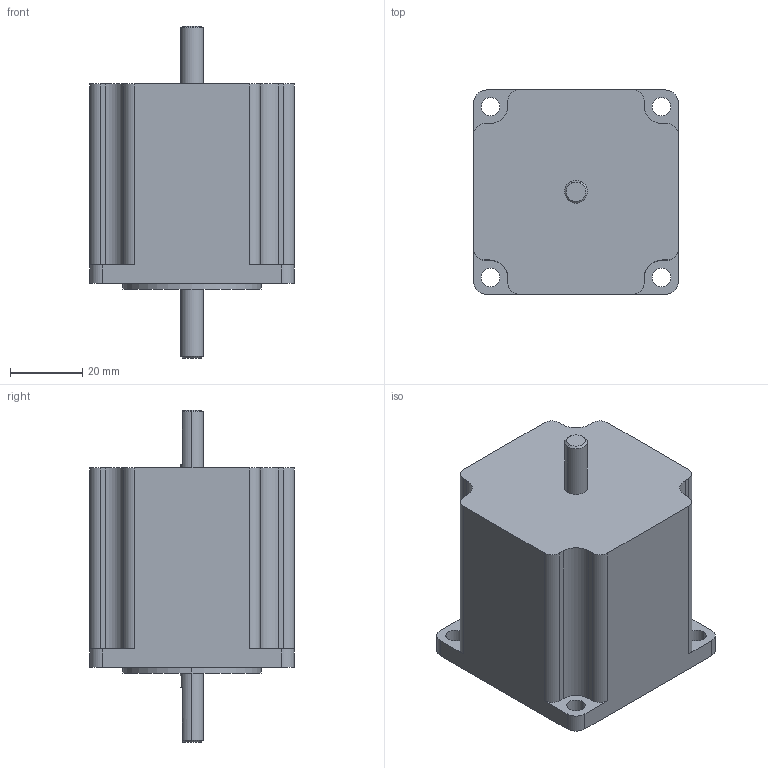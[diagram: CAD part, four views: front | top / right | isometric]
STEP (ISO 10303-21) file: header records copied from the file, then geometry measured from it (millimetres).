
FILE_DESCRIPTION (( 'STEP AP214' ), '1' );
FILE_NAME ('AM23HS84B0-02.STEP', '2016-06-15T05:52:27', ( 'jrww' ), ( 'jrww' ), 'SwSTEP 2.0', 'SolidWorks 2011', '' );
FILE_SCHEMA (( 'AUTOMOTIVE_DESIGN' ));
Length unit declared in the file: millimetre
Products named in the file (1): AM23HS84B0-02
Bounding box: 56.4 x 56.4 x 91.6 mm (x, y, z)
Volume: 160031.7 mm3; surface area: 18810.5 mm2
Topology: 1 solids, 1 shells, 61 faces, 163 edges, 107 vertices
Faces by surface type: cylinder 30, plane 25, cone 6
Entity records: 1989 total; most frequent: DIRECTION 353, CARTESIAN_POINT 352, ORIENTED_EDGE 326, EDGE_CURVE 163, AXIS2_PLACEMENT_3D 132, VERTEX_POINT 107, VECTOR 89, LINE 89
